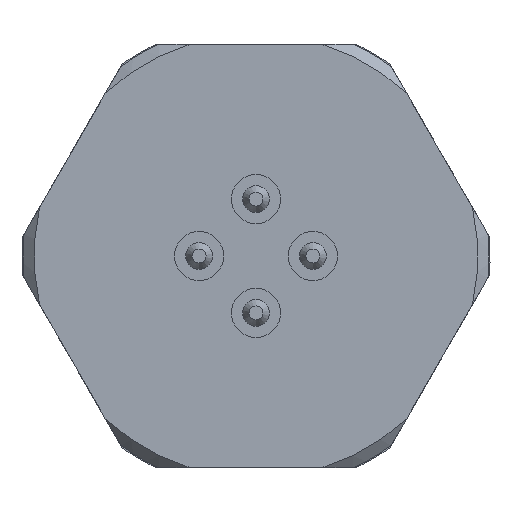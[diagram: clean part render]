
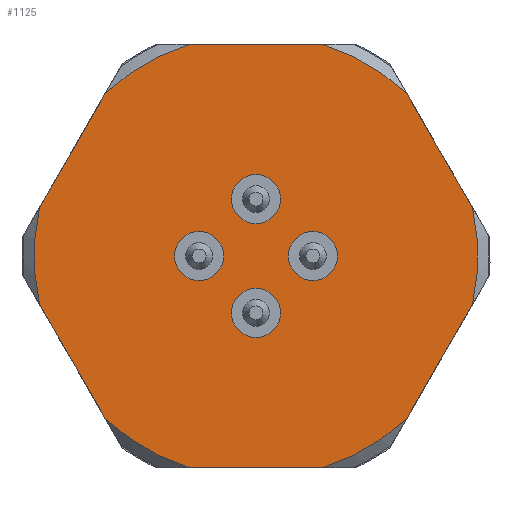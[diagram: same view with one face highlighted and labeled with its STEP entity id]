
A CAD part, front view. The second image highlights one B-rep face of the part: STEP entity #1125.
In plain terms, the highlighted planar face has unit normal (0, -1, 0).
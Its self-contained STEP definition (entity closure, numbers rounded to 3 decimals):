
#93=PLANE('',#3882);
#638=LINE('',#5196,#865);
#640=LINE('',#5219,#867);
#642=LINE('',#5242,#869);
#644=LINE('',#5265,#871);
#646=LINE('',#5288,#873);
#648=LINE('',#5311,#875);
#865=VECTOR('',#4238,1.);
#867=VECTOR('',#4242,1.);
#869=VECTOR('',#4246,1.);
#871=VECTOR('',#4250,1.);
#873=VECTOR('',#4254,1.);
#875=VECTOR('',#4258,1.);
#1125=ADVANCED_FACE('',(#1358,#1359,#1360,#1361,#1362),#93,.T.);
#1358=FACE_BOUND('',#1458,.T.);
#1359=FACE_BOUND('',#1459,.T.);
#1360=FACE_BOUND('',#1460,.T.);
#1361=FACE_BOUND('',#1461,.T.);
#1362=FACE_BOUND('',#1462,.T.);
#1458=EDGE_LOOP('',(#1789,#1790,#1791,#1792,#1793,#1794,#1795,#1796,#1797,
#1798,#1799,#1800));
#1459=EDGE_LOOP('',(#1801));
#1460=EDGE_LOOP('',(#1802));
#1461=EDGE_LOOP('',(#1803));
#1462=EDGE_LOOP('',(#1804));
#1789=ORIENTED_EDGE('',*,*,#3226,.F.);
#1790=ORIENTED_EDGE('',*,*,#3225,.F.);
#1791=ORIENTED_EDGE('',*,*,#3227,.F.);
#1792=ORIENTED_EDGE('',*,*,#3195,.F.);
#1793=ORIENTED_EDGE('',*,*,#3228,.F.);
#1794=ORIENTED_EDGE('',*,*,#3201,.F.);
#1795=ORIENTED_EDGE('',*,*,#3229,.F.);
#1796=ORIENTED_EDGE('',*,*,#3207,.F.);
#1797=ORIENTED_EDGE('',*,*,#3230,.F.);
#1798=ORIENTED_EDGE('',*,*,#3213,.F.);
#1799=ORIENTED_EDGE('',*,*,#3231,.F.);
#1800=ORIENTED_EDGE('',*,*,#3219,.F.);
#1801=ORIENTED_EDGE('',*,*,#3232,.F.);
#1802=ORIENTED_EDGE('',*,*,#3233,.F.);
#1803=ORIENTED_EDGE('',*,*,#3234,.F.);
#1804=ORIENTED_EDGE('',*,*,#3235,.F.);
#2825=VERTEX_POINT('',#5179);
#2828=VERTEX_POINT('',#5195);
#2829=VERTEX_POINT('',#5202);
#2832=VERTEX_POINT('',#5218);
#2833=VERTEX_POINT('',#5225);
#2836=VERTEX_POINT('',#5241);
#2837=VERTEX_POINT('',#5248);
#2840=VERTEX_POINT('',#5264);
#2841=VERTEX_POINT('',#5271);
#2844=VERTEX_POINT('',#5287);
#2845=VERTEX_POINT('',#5294);
#2848=VERTEX_POINT('',#5310);
#2849=VERTEX_POINT('',#5320);
#2850=VERTEX_POINT('',#5322);
#2851=VERTEX_POINT('',#5324);
#2852=VERTEX_POINT('',#5326);
#3195=EDGE_CURVE('',#2828,#2825,#638,.T.);
#3201=EDGE_CURVE('',#2832,#2829,#640,.T.);
#3207=EDGE_CURVE('',#2836,#2833,#642,.T.);
#3213=EDGE_CURVE('',#2840,#2837,#644,.T.);
#3219=EDGE_CURVE('',#2844,#2841,#646,.T.);
#3225=EDGE_CURVE('',#2848,#2845,#648,.T.);
#3226=EDGE_CURVE('',#2845,#2844,#3720,.T.);
#3227=EDGE_CURVE('',#2825,#2848,#3721,.T.);
#3228=EDGE_CURVE('',#2829,#2828,#3722,.T.);
#3229=EDGE_CURVE('',#2833,#2832,#3723,.T.);
#3230=EDGE_CURVE('',#2837,#2836,#3724,.T.);
#3231=EDGE_CURVE('',#2841,#2840,#3725,.T.);
#3232=EDGE_CURVE('',#2849,#2849,#3726,.T.);
#3233=EDGE_CURVE('',#2850,#2850,#3727,.T.);
#3234=EDGE_CURVE('',#2851,#2851,#3728,.T.);
#3235=EDGE_CURVE('',#2852,#2852,#3729,.T.);
#3720=CIRCLE('',#3872,9.95);
#3721=CIRCLE('',#3873,9.95);
#3722=CIRCLE('',#3874,9.95);
#3723=CIRCLE('',#3875,9.95);
#3724=CIRCLE('',#3876,9.95);
#3725=CIRCLE('',#3877,9.95);
#3726=CIRCLE('',#3878,1.1);
#3727=CIRCLE('',#3879,1.1);
#3728=CIRCLE('',#3880,1.1);
#3729=CIRCLE('',#3881,1.1);
#3872=AXIS2_PLACEMENT_3D('',#5313,#4261,#4262);
#3873=AXIS2_PLACEMENT_3D('',#5314,#4263,#4264);
#3874=AXIS2_PLACEMENT_3D('',#5315,#4265,#4266);
#3875=AXIS2_PLACEMENT_3D('',#5316,#4267,#4268);
#3876=AXIS2_PLACEMENT_3D('',#5317,#4269,#4270);
#3877=AXIS2_PLACEMENT_3D('',#5318,#4271,#4272);
#3878=AXIS2_PLACEMENT_3D('',#5319,#4273,#4274);
#3879=AXIS2_PLACEMENT_3D('',#5321,#4275,#4276);
#3880=AXIS2_PLACEMENT_3D('',#5323,#4277,#4278);
#3881=AXIS2_PLACEMENT_3D('',#5325,#4279,#4280);
#3882=AXIS2_PLACEMENT_3D('',#5327,#4281,#4282);
#4238=DIRECTION('',(-0.5,0.,-0.866));
#4242=DIRECTION('',(0.5,0.,-0.866));
#4246=DIRECTION('',(1.,0.,0.));
#4250=DIRECTION('',(0.5,0.,0.866));
#4254=DIRECTION('',(-0.5,0.,0.866));
#4258=DIRECTION('',(-1.,0.,0.));
#4261=DIRECTION('',(0.,1.,0.));
#4262=DIRECTION('',(0.,0.,-1.));
#4263=DIRECTION('',(0.,1.,0.));
#4264=DIRECTION('',(0.,0.,-1.));
#4265=DIRECTION('',(0.,1.,0.));
#4266=DIRECTION('',(0.,0.,-1.));
#4267=DIRECTION('',(0.,1.,0.));
#4268=DIRECTION('',(0.,0.,-1.));
#4269=DIRECTION('',(0.,1.,0.));
#4270=DIRECTION('',(0.,0.,-1.));
#4271=DIRECTION('',(0.,1.,0.));
#4272=DIRECTION('',(0.,0.,-1.));
#4273=DIRECTION('',(0.,-1.,0.));
#4274=DIRECTION('',(0.,0.,1.));
#4275=DIRECTION('',(0.,-1.,0.));
#4276=DIRECTION('',(0.,0.,1.));
#4277=DIRECTION('',(0.,-1.,0.));
#4278=DIRECTION('',(0.,0.,1.));
#4279=DIRECTION('',(0.,-1.,0.));
#4280=DIRECTION('',(0.,0.,1.));
#4281=DIRECTION('',(0.,-1.,0.));
#4282=DIRECTION('',(0.,0.,-1.));
#5179=CARTESIAN_POINT('',(56.748,44.05,-7.312));
#5195=CARTESIAN_POINT('',(59.706,44.05,-2.188));
#5196=CARTESIAN_POINT('',(60.97,44.05,0.));
#5202=CARTESIAN_POINT('',(59.706,44.05,2.188));
#5218=CARTESIAN_POINT('',(56.748,44.05,7.312));
#5219=CARTESIAN_POINT('',(55.485,44.05,9.5));
#5225=CARTESIAN_POINT('',(52.958,44.05,9.5));
#5241=CARTESIAN_POINT('',(47.042,44.05,9.5));
#5242=CARTESIAN_POINT('',(44.515,44.05,9.5));
#5248=CARTESIAN_POINT('',(43.252,44.05,7.312));
#5264=CARTESIAN_POINT('',(40.294,44.05,2.188));
#5265=CARTESIAN_POINT('',(39.03,44.05,0.));
#5271=CARTESIAN_POINT('',(40.294,44.05,-2.188));
#5287=CARTESIAN_POINT('',(43.252,44.05,-7.312));
#5288=CARTESIAN_POINT('',(44.515,44.05,-9.5));
#5294=CARTESIAN_POINT('',(47.042,44.05,-9.5));
#5310=CARTESIAN_POINT('',(52.958,44.05,-9.5));
#5311=CARTESIAN_POINT('',(55.485,44.05,-9.5));
#5313=CARTESIAN_POINT('',(50.,44.05,0.));
#5314=CARTESIAN_POINT('',(50.,44.05,0.));
#5315=CARTESIAN_POINT('',(50.,44.05,0.));
#5316=CARTESIAN_POINT('',(50.,44.05,0.));
#5317=CARTESIAN_POINT('',(50.,44.05,0.));
#5318=CARTESIAN_POINT('',(50.,44.05,0.));
#5319=CARTESIAN_POINT('',(50.,44.05,-2.55));
#5320=CARTESIAN_POINT('',(50.,44.05,-1.45));
#5321=CARTESIAN_POINT('',(47.45,44.05,0.));
#5322=CARTESIAN_POINT('',(47.45,44.05,1.1));
#5323=CARTESIAN_POINT('',(52.55,44.05,0.));
#5324=CARTESIAN_POINT('',(52.55,44.05,1.1));
#5325=CARTESIAN_POINT('',(50.,44.05,2.55));
#5326=CARTESIAN_POINT('',(50.,44.05,3.65));
#5327=CARTESIAN_POINT('',(50.,44.05,0.));
